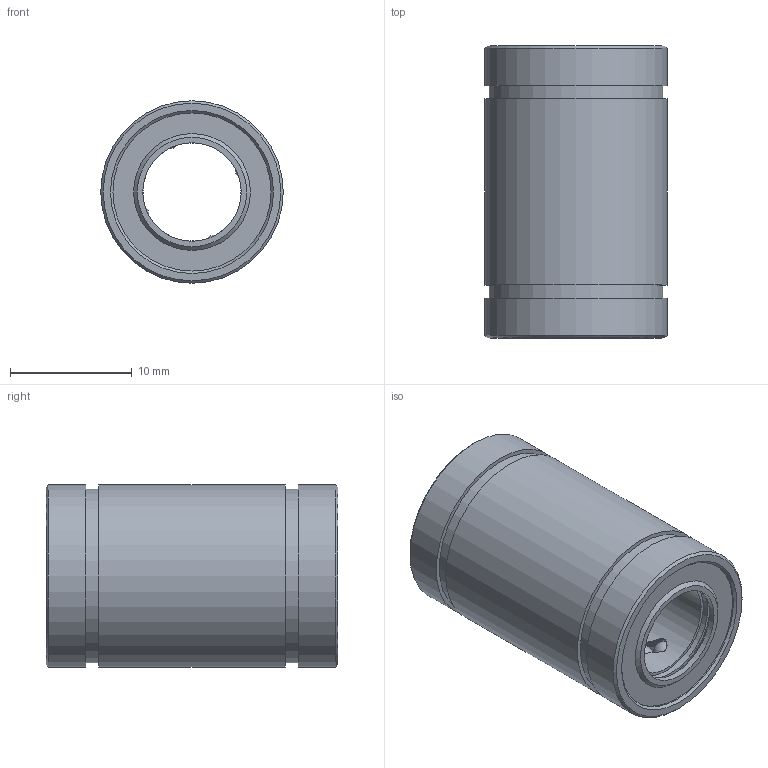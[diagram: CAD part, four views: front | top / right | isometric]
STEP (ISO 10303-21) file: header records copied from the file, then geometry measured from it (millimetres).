
FILE_DESCRIPTION(/* description */ (''),/* implementation_level */ '2;1');
FILE_NAME(/* name */ 'Lm8uu.step',/* time_stamp */ '2020-02-26T12:01:41-03:00',/* author */ (''),/* organization */ (''),/* preprocessor_version */ 'ST-DEVELOPER v18',/* originating_system */ 'Autodesk Translation Framework v8.12.0.6',/* authorisation */ '');
FILE_SCHEMA (('AUTOMOTIVE_DESIGN { 1 0 10303 214 3 1 1 }'));
Length unit declared in the file: millimetre
Products named in the file (6): Lm8uu; Component1; Component2; Component3; Component2(Mirror); Component3(Mirror)
Assembly tree (5 placements, depth 2):
  Lm8uu
    Component1
    Component2
    Component3
    Component2(Mirror)
    Component3(Mirror)
Bounding box: 15 x 24 x 15 mm (x, y, z)
Volume: 2794.6 mm3; surface area: 5365.6 mm2
Topology: 50 solids, 50 shells, 249 faces, 640 edges, 408 vertices
Faces by surface type: bspline 120, sphere 44, plane 38, cylinder 35, cone 12
Full cylindrical faces by diameter (mm): 8.1 x3, 8.6 x2, 11.8 x1, 12.6 x4, 13 x4, 14 x4, 14.3 x2, 15 x3
Entity records: 11535 total; most frequent: CARTESIAN_POINT 6240, ORIENTED_EDGE 1120, DIRECTION 824, EDGE_CURVE 560, VERTEX_POINT 408, AXIS2_PLACEMENT_3D 366, EDGE_LOOP 274, FACE_OUTER_BOUND 249
